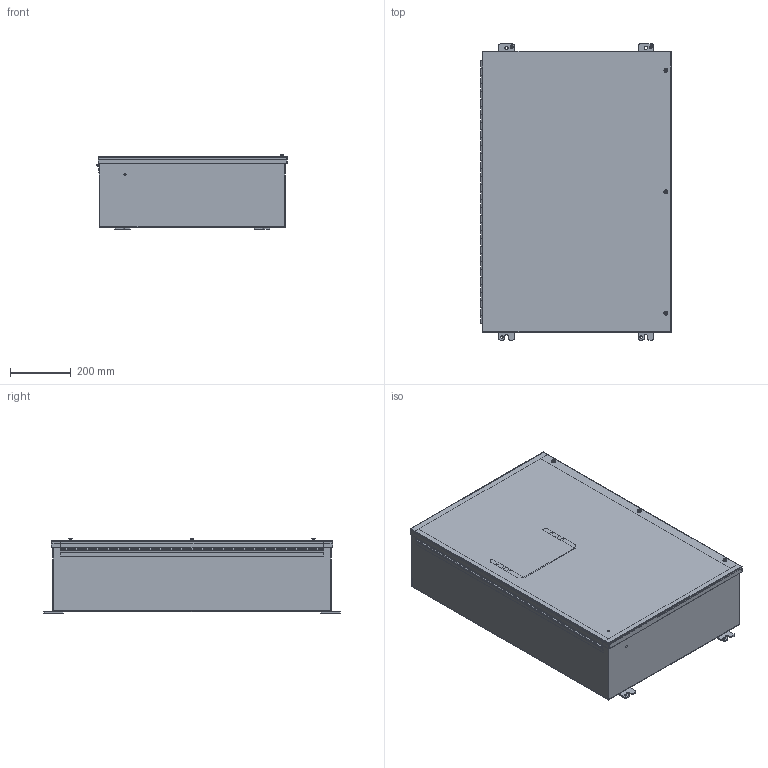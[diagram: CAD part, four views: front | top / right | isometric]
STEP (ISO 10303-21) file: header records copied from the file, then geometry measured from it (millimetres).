
FILE_DESCRIPTION (( 'STEP AP203' ), '1' );
FILE_NAME ('1418JL9_Default.step', '2019-10-31T18:03:44', ( '' ), ( '' ), 'SwSTEP 2.0', 'SolidWorks 2018', '' );
FILE_SCHEMA (( 'CONFIG_CONTROL_DESIGN' ));
Length unit declared in the file: inch
Products named in the file (1): 1418JL9_Default
Bounding box: 624.93 x 971.55 x 243.1 mm (x, y, z)
Volume: 5348744.1 mm3; surface area: 5234994.3 mm2
Topology: 42 solids, 42 shells, 1161 faces, 2955 edges, 1910 vertices
Faces by surface type: plane 684, cylinder 415, bspline 44, cone 18
Entity records: 35576 total; most frequent: CARTESIAN_POINT 6967, DIRECTION 5979, ORIENTED_EDGE 5906, EDGE_CURVE 2953, AXIS2_PLACEMENT_3D 1994, LINE 1991, VECTOR 1991, VERTEX_POINT 1910
